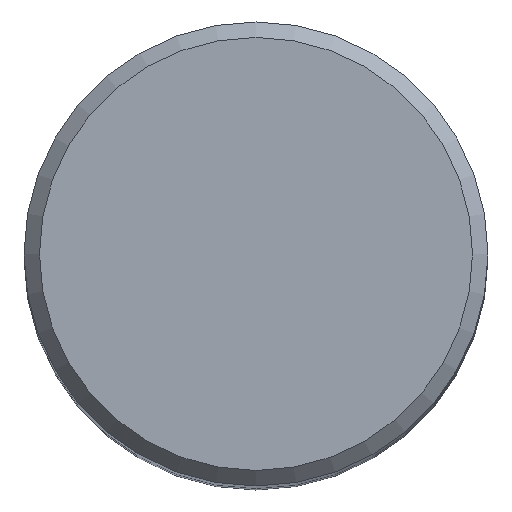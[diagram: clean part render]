
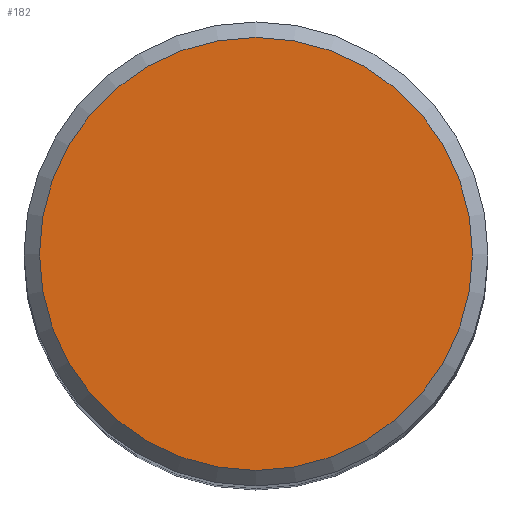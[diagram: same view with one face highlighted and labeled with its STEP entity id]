
A CAD part, top view. The second image highlights one B-rep face of the part: STEP entity #182.
In plain terms, the highlighted planar face has unit normal (0, 0, 1).
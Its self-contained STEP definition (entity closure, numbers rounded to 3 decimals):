
#9 = DIRECTION ( 'NONE',  ( 0., 0., -1. ) ) ;
#27 = ORIENTED_EDGE ( 'NONE', *, *, #126, .F. ) ;
#28 = CIRCLE ( 'NONE', #159, 7. ) ;
#38 = FACE_OUTER_BOUND ( 'NONE', #50, .T. ) ;
#50 = EDGE_LOOP ( 'NONE', ( #27 ) ) ;
#61 = AXIS2_PLACEMENT_3D ( 'NONE', #86, #9, #138 ) ;
#83 = CARTESIAN_POINT ( 'NONE',  ( 0., 0., 75. ) ) ;
#86 = CARTESIAN_POINT ( 'NONE',  ( 0., 0., 75. ) ) ;
#103 = PLANE ( 'NONE',  #61 ) ;
#106 = CARTESIAN_POINT ( 'NONE',  ( 0., 7., 75. ) ) ;
#126 = EDGE_CURVE ( 'NONE', #180, #180, #28, .T. ) ;
#138 = DIRECTION ( 'NONE',  ( 0., 1., 0. ) ) ;
#147 = DIRECTION ( 'NONE',  ( 0., 1., 0. ) ) ;
#159 = AXIS2_PLACEMENT_3D ( 'NONE', #83, #189, #147 ) ;
#180 = VERTEX_POINT ( 'NONE', #106 ) ;
#182 = ADVANCED_FACE ( 'NONE', ( #38 ), #103, .F. ) ;
#189 = DIRECTION ( 'NONE',  ( 0., 0., -1. ) ) ;
